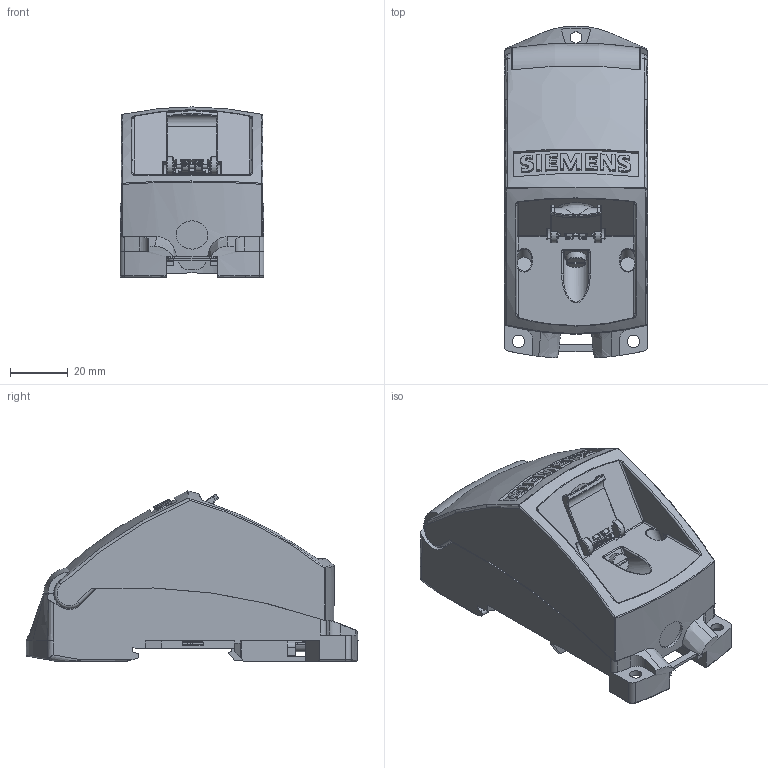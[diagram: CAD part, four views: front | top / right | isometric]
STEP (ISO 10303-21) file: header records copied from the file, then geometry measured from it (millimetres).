
FILE_DESCRIPTION (( 'STEP AP214' ), '1' );
FILE_NAME ('Baugruppe1.STEP', '2013-09-16T11:22:14', ( '' ), ( '' ), 'SwSTEP 2.0', 'SolidWorks 2013', '' );
FILE_SCHEMA (( 'AUTOMOTIVE_DESIGN' ));
Length unit declared in the file: millimetre
Products named in the file (4): Klappe; Adapter; Body; Baugruppe1
Assembly tree (3 placements, depth 2):
  Baugruppe1
    Body
    Adapter
    Klappe
Bounding box: 50 x 115.31 x 59.06 mm (x, y, z)
Volume: 179893 mm3; surface area: 34067.6 mm2
Topology: 3 solids, 3 shells, 911 faces, 2557 edges, 1662 vertices
Faces by surface type: plane 535, cylinder 231, bspline 82, torus 54, cone 5, sphere 4
Full cylindrical faces by diameter (mm): 4.024 x1, 4.3 x2, 7 x1, 7.884 x1
Entity records: 55827 total; most frequent: CARTESIAN_POINT 22804, ORIENTED_EDGE 5090, DIRECTION 4324, EDGE_CURVE 2545, VERTEX_POINT 1659, LINE 1640, VECTOR 1640, AXIS2_PLACEMENT_3D 1342
